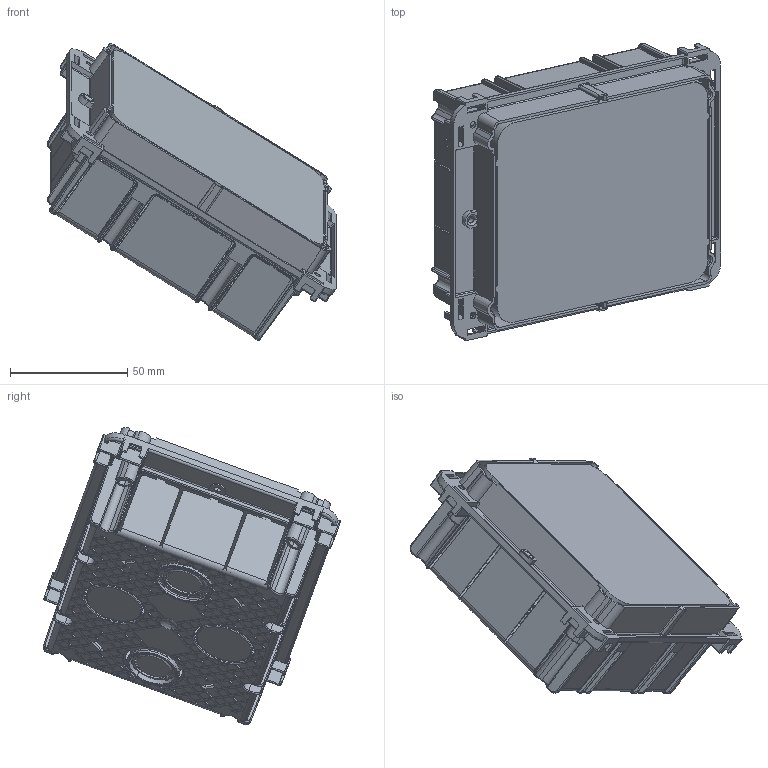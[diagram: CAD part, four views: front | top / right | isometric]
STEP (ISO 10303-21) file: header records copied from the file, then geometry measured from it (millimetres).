
FILE_DESCRIPTION(('CATIA V5 STEP Exchange'),'2;1');
FILE_NAME('BL02P.stp','2023-09-25T10:13:32+00:00',('none'),('none'),'CATIA Version 5-6 Release 2016 SP6','CATIA V5 STEP AP203','none');
FILE_SCHEMA(('CONFIG_CONTROL_DESIGN'));
Products named in the file (1): BL02P
Assembly tree (2 placements, depth 2):
  BL02P
    #57
    #178330
Bounding box: 123.35 x 126.98 x 126.68 mm (x, y, z)
Volume: 106356.8 mm3; surface area: 105804.3 mm2
Topology: 2 solids, 2 shells, 4945 faces, 14026 edges, 9184 vertices
Faces by surface type: plane 2980, cylinder 1580, bspline 136, cone 120, torus 82, sphere 37, extrusion 10
Entity records: 178998 total; most frequent: CARTESIAN_POINT 64253, ORIENTED_EDGE 27972, DIRECTION 16990, EDGE_CURVE 13986, VERTEX_POINT 9184, VECTOR 8358, LINE 8348, EDGE_LOOP 5232
